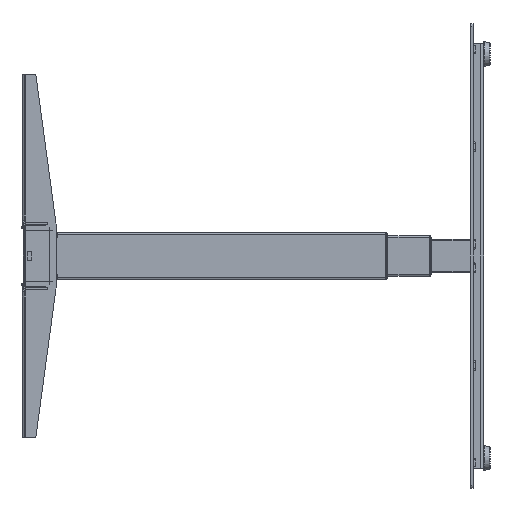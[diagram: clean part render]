
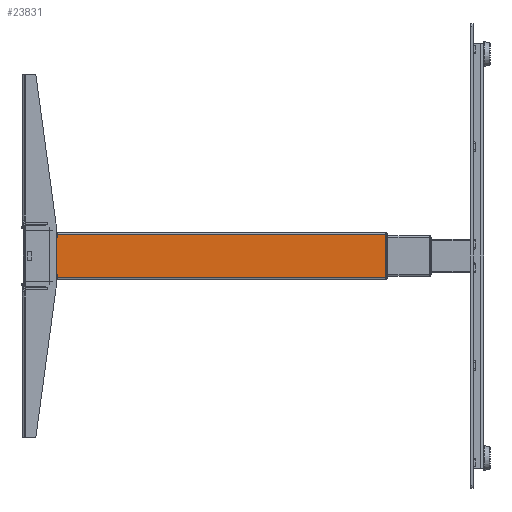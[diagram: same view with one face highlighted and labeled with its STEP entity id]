
A CAD part, left-side view. The second image highlights one B-rep face of the part: STEP entity #23831.
In plain terms, the highlighted planar face has unit normal (-1, 0, 0).
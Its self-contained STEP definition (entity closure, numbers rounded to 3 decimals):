
#1390 = EDGE_CURVE ( 'NONE', #41011, #29654, #23497, .T. ) ;
#1448 = CARTESIAN_POINT ( 'NONE',  ( -589., 154.7, -32.5 ) ) ;
#2344 = EDGE_CURVE ( 'NONE', #29654, #6901, #69750, .T. ) ;
#4410 = CARTESIAN_POINT ( 'NONE',  ( -589., 154.7, 32.5 ) ) ;
#4540 = DIRECTION ( 'NONE',  ( 0., 1., 0. ) ) ;
#6901 = VERTEX_POINT ( 'NONE', #43392 ) ;
#7967 = DIRECTION ( 'NONE',  ( 1., 0., 0. ) ) ;
#8748 = VECTOR ( 'NONE', #36637, 1000. ) ;
#10900 = FACE_OUTER_BOUND ( 'NONE', #59031, .T. ) ;
#19527 = PLANE ( 'NONE',  #25510 ) ;
#22928 = ORIENTED_EDGE ( 'NONE', *, *, #66007, .F. ) ;
#23497 = LINE ( 'NONE', #41560, #30469 ) ;
#23831 = ADVANCED_FACE ( 'NONE', ( #10900 ), #19527, .F. ) ;
#24827 = DIRECTION ( 'NONE',  ( 0., 0., -1. ) ) ;
#25510 = AXIS2_PLACEMENT_3D ( 'NONE', #41703, #7967, #24827 ) ;
#25558 = CARTESIAN_POINT ( 'NONE',  ( -589., 154.7, -32.5 ) ) ;
#27914 = CARTESIAN_POINT ( 'NONE',  ( -589., 646.7, 32.5 ) ) ;
#29654 = VERTEX_POINT ( 'NONE', #27914 ) ;
#30132 = VERTEX_POINT ( 'NONE', #1448 ) ;
#30469 = VECTOR ( 'NONE', #63642, 1000. ) ;
#33763 = LINE ( 'NONE', #25558, #8748 ) ;
#36637 = DIRECTION ( 'NONE',  ( 0., 0., -1. ) ) ;
#37705 = LINE ( 'NONE', #48870, #56586 ) ;
#41011 = VERTEX_POINT ( 'NONE', #4410 ) ;
#41520 = VECTOR ( 'NONE', #57503, 1000. ) ;
#41560 = CARTESIAN_POINT ( 'NONE',  ( -589., 154.7, 32.5 ) ) ;
#41703 = CARTESIAN_POINT ( 'NONE',  ( -589., 154.7, -32.5 ) ) ;
#43392 = CARTESIAN_POINT ( 'NONE',  ( -589., 646.7, -32.5 ) ) ;
#45658 = ORIENTED_EDGE ( 'NONE', *, *, #68150, .F. ) ;
#48870 = CARTESIAN_POINT ( 'NONE',  ( -589., 154.7, -32.5 ) ) ;
#53970 = ORIENTED_EDGE ( 'NONE', *, *, #2344, .T. ) ;
#56586 = VECTOR ( 'NONE', #4540, 1000. ) ;
#57503 = DIRECTION ( 'NONE',  ( 0., 0., -1. ) ) ;
#57873 = ORIENTED_EDGE ( 'NONE', *, *, #1390, .T. ) ;
#59031 = EDGE_LOOP ( 'NONE', ( #53970, #22928, #45658, #57873 ) ) ;
#63234 = CARTESIAN_POINT ( 'NONE',  ( -589., 646.7, -32.5 ) ) ;
#63642 = DIRECTION ( 'NONE',  ( 0., 1., 0. ) ) ;
#66007 = EDGE_CURVE ( 'NONE', #30132, #6901, #37705, .T. ) ;
#68150 = EDGE_CURVE ( 'NONE', #41011, #30132, #33763, .T. ) ;
#69750 = LINE ( 'NONE', #63234, #41520 ) ;
